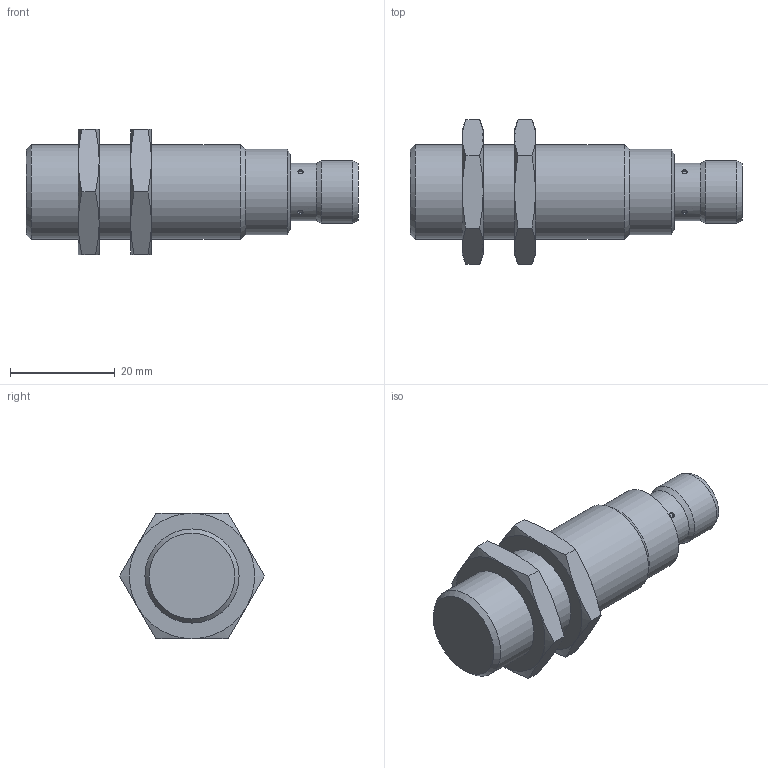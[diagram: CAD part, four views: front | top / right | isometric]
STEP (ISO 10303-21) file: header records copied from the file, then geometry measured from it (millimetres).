
FILE_DESCRIPTION (( 'STEP AP214' ), '1' );
FILE_NAME ('DW-AS-624-M18-002.STEP', '2020-10-01T16:16:49', ( '' ), ( '' ), 'SwSTEP 2.0', 'SolidWorks 2019', '' );
FILE_SCHEMA (( 'AUTOMOTIVE_DESIGN' ));
Length unit declared in the file: inch
Products named in the file (1): DW-AS-624-M18-002
Bounding box: 63.5 x 27.71 x 24 mm (x, y, z)
Volume: 15704.1 mm3; surface area: 4851.6 mm2
Topology: 1 solids, 1 shells, 62 faces, 128 edges, 77 vertices
Faces by surface type: cone 29, plane 23, cylinder 10
Full cylindrical faces by diameter (mm): 1 x4, 11 x1, 12 x1, 16.4 x1, 18 x3
Entity records: 1730 total; most frequent: CARTESIAN_POINT 549, DIRECTION 224, ORIENTED_EDGE 214, EDGE_CURVE 107, AXIS2_PLACEMENT_3D 106, EDGE_LOOP 86, FACE_OUTER_BOUND 72, VERTEX_POINT 71
